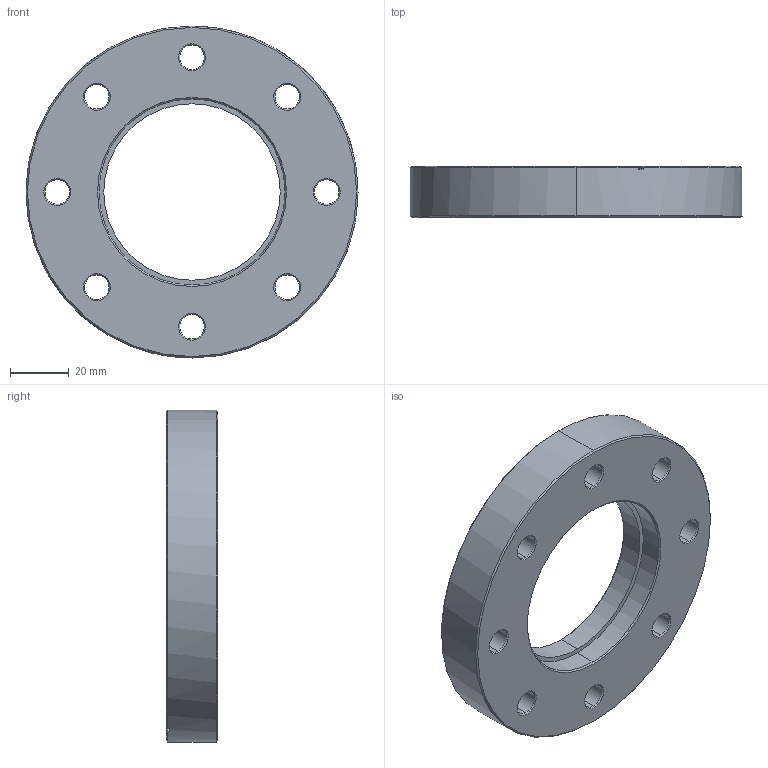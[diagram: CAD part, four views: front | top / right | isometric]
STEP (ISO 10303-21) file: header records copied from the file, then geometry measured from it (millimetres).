
FILE_DESCRIPTION (( 'STEP AP214' ), '1' );
FILE_NAME ('Hositrad_CF63-64.STEP', '2010-03-15T17:43:46', ( 'Hositrad' ), ( 'Hositrad' ), 'SwSTEP 2.0', 'SolidWorks 2010', '' );
FILE_SCHEMA (( 'AUTOMOTIVE_DESIGN' ));
Length unit declared in the file: millimetre
Products named in the file (1): Hositrad_CF63-64
Bounding box: 113.5 x 17.5 x 113.5 mm (x, y, z)
Volume: 113614.6 mm3; surface area: 26931.3 mm2
Topology: 1 solids, 1 shells, 80 faces, 188 edges, 111 vertices
Faces by surface type: cone 45, cylinder 24, plane 11
Entity records: 2363 total; most frequent: DIRECTION 447, CARTESIAN_POINT 392, ORIENTED_EDGE 376, EDGE_CURVE 188, AXIS2_PLACEMENT_3D 182, VERTEX_POINT 111, CIRCLE 101, EDGE_LOOP 99
